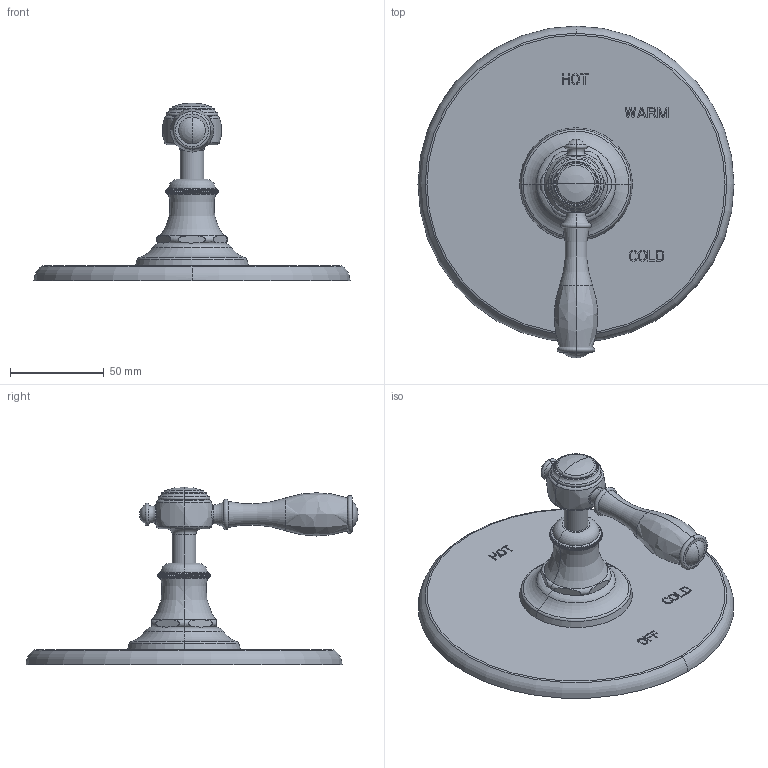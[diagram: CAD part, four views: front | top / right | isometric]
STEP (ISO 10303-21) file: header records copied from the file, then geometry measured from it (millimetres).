
FILE_DESCRIPTION((''),'2;1');
FILE_NAME('4-1774BP','2021-06-03T13:26:41',('jinson.thomas'),(''),'CREO PARAMETRIC BY PTC INC, 2018400','CREO PARAMETRIC BY PTC INC, 2018400','');
FILE_SCHEMA(('CONFIG_CONTROL_DESIGN'));
Length unit declared in the file: inch
Products named in the file (1): 4-1774BP
Bounding box: 168.28 x 176.75 x 94.56 mm (x, y, z)
Volume: 250092.3 mm3; surface area: 59527.5 mm2
Topology: 1 solids, 1 shells, 557 faces, 1317 edges, 861 vertices
Faces by surface type: plane 483, torus 46, cylinder 14, sphere 6, cone 4, bspline 4
Entity records: 17653 total; most frequent: CARTESIAN_POINT 4951, ORIENTED_EDGE 2622, DIRECTION 2407, EDGE_CURVE 1311, VECTOR 1009, LINE 1009, VERTEX_POINT 861, AXIS2_PLACEMENT_3D 699
